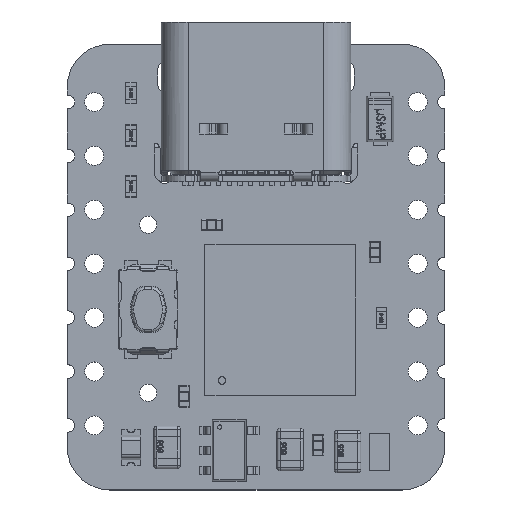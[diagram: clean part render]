
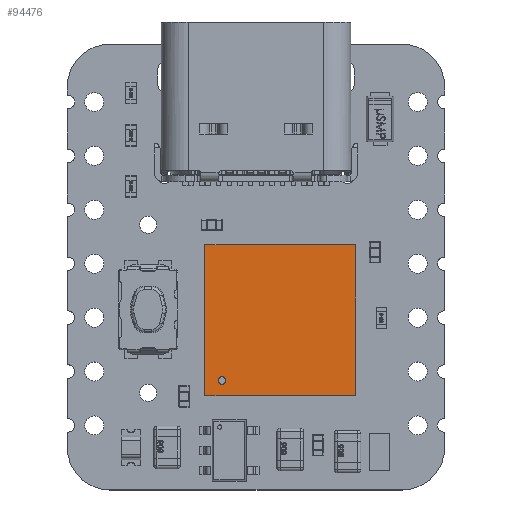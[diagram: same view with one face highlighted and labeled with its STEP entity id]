
A CAD part, top view. The second image highlights one B-rep face of the part: STEP entity #94476.
In plain terms, the highlighted planar face has unit normal (0, 0, 1).
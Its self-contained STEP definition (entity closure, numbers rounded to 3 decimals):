
#94355 = VERTEX_POINT('',#94356);
#94356 = CARTESIAN_POINT('',(3.556,-3.556,0.61));
#94362 = EDGE_CURVE('',#94363,#94355,#94365,.T.);
#94363 = VERTEX_POINT('',#94364);
#94364 = CARTESIAN_POINT('',(-3.556,-3.556,0.61));
#94365 = LINE('',#94366,#94367);
#94366 = CARTESIAN_POINT('',(-3.556,-3.556,0.61));
#94367 = VECTOR('',#94368,1.);
#94368 = DIRECTION('',(1.,0.,0.));
#94393 = VERTEX_POINT('',#94394);
#94394 = CARTESIAN_POINT('',(3.556,3.556,0.61));
#94400 = EDGE_CURVE('',#94355,#94393,#94401,.T.);
#94401 = LINE('',#94402,#94403);
#94402 = CARTESIAN_POINT('',(3.556,-3.556,0.61));
#94403 = VECTOR('',#94404,1.);
#94404 = DIRECTION('',(0.,1.,0.));
#94424 = VERTEX_POINT('',#94425);
#94425 = CARTESIAN_POINT('',(-3.556,3.556,0.61));
#94431 = EDGE_CURVE('',#94393,#94424,#94432,.T.);
#94432 = LINE('',#94433,#94434);
#94433 = CARTESIAN_POINT('',(3.556,3.556,0.61));
#94434 = VECTOR('',#94435,1.);
#94435 = DIRECTION('',(-1.,0.,0.));
#94453 = EDGE_CURVE('',#94424,#94363,#94454,.T.);
#94454 = LINE('',#94455,#94456);
#94455 = CARTESIAN_POINT('',(-3.556,3.556,0.61));
#94456 = VECTOR('',#94457,1.);
#94457 = DIRECTION('',(0.,-1.,0.));
#94476 = ADVANCED_FACE('',(#94477),#94483,.T.);
#94477 = FACE_BOUND('',#94478,.T.);
#94478 = EDGE_LOOP('',(#94479,#94480,#94481,#94482));
#94479 = ORIENTED_EDGE('',*,*,#94362,.T.);
#94480 = ORIENTED_EDGE('',*,*,#94400,.T.);
#94481 = ORIENTED_EDGE('',*,*,#94431,.T.);
#94482 = ORIENTED_EDGE('',*,*,#94453,.T.);
#94483 = PLANE('',#94484);
#94484 = AXIS2_PLACEMENT_3D('',#94485,#94486,#94487);
#94485 = CARTESIAN_POINT('',(-3.556,-3.556,0.61));
#94486 = DIRECTION('',(0.,0.,1.));
#94487 = DIRECTION('',(0.,1.,0.));
